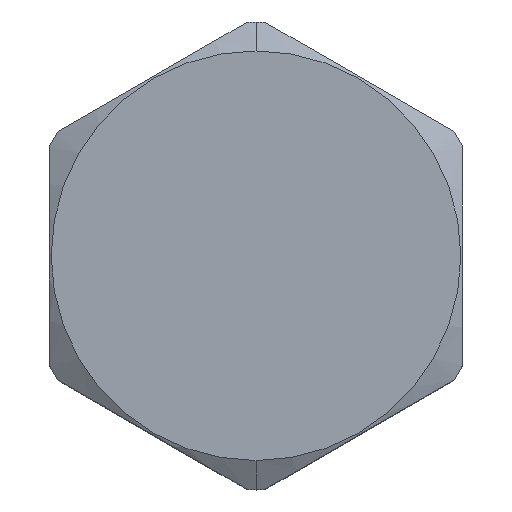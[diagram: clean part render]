
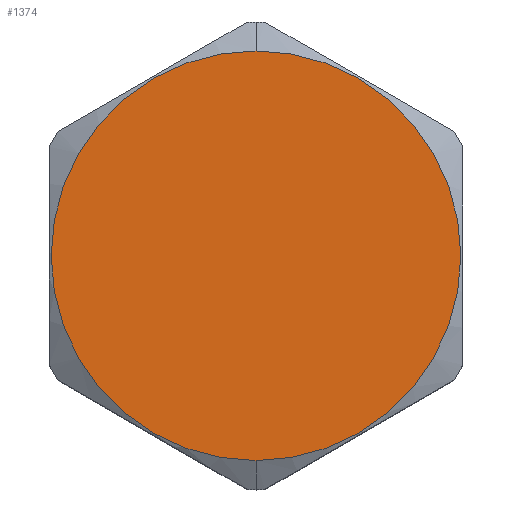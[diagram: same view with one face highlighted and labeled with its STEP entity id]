
A CAD part, top view. The second image highlights one B-rep face of the part: STEP entity #1374.
In plain terms, the highlighted planar face has unit normal (0, 0, 1).
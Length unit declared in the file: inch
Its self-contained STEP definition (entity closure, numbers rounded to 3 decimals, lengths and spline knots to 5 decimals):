
#515=CARTESIAN_POINT('',(0.,0.,0.818));
#516=DIRECTION('',(0.,0.,1.));
#517=DIRECTION('',(0.,-1.,0.));
#518=AXIS2_PLACEMENT_3D('',#515,#516,#517);
#520=CARTESIAN_POINT('',(0.,0.,0.818));
#521=DIRECTION('',(0.,0.,1.));
#522=DIRECTION('',(0.,1.,0.));
#523=AXIS2_PLACEMENT_3D('',#520,#521,#522);
#719=CARTESIAN_POINT('',(0.,-0.3715,0.818));
#720=CARTESIAN_POINT('',(0.,0.3715,0.818));
#721=VERTEX_POINT('',#719);
#722=VERTEX_POINT('',#720);
#1365=CARTESIAN_POINT('',(0.,0.,0.818));
#1366=DIRECTION('',(0.,0.,1.));
#1367=DIRECTION('',(0.,1.,0.));
#1368=AXIS2_PLACEMENT_3D('',#1365,#1366,#1367);
#1369=PLANE('',#1368);
#1370=ORIENTED_EDGE('',*,*,#1198,.F.);
#1371=ORIENTED_EDGE('',*,*,#1356,.F.);
#1372=EDGE_LOOP('',(#1370,#1371));
#1373=FACE_OUTER_BOUND('',#1372,.F.);
#1374=ADVANCED_FACE('',(#1373),#1369,.T.);
#519=CIRCLE('',#518,0.3715);
#524=CIRCLE('',#523,0.3715);
#1198=EDGE_CURVE('',#721,#722,#519,.T.);
#1356=EDGE_CURVE('',#722,#721,#524,.T.);
